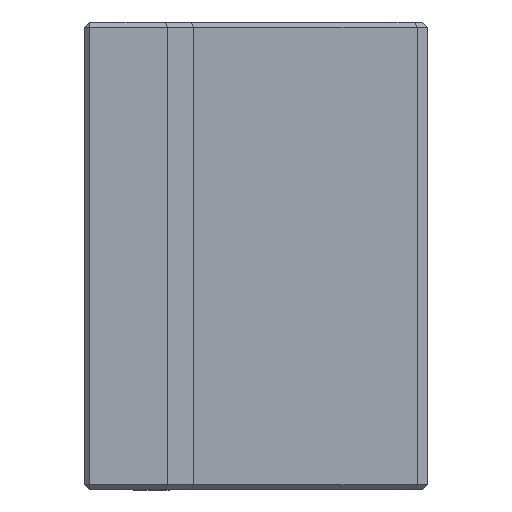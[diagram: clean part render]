
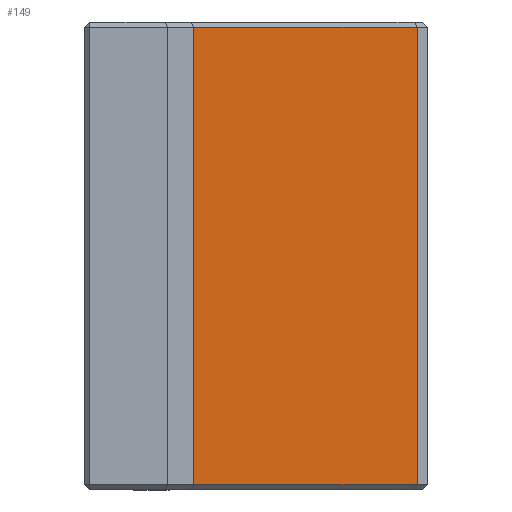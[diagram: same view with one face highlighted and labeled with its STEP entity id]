
A CAD part, left-side view. The second image highlights one B-rep face of the part: STEP entity #149.
In plain terms, the highlighted free-form (B-spline) face has degree [1, 1] with [2, 2] control points.
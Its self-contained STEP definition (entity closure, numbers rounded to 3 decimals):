
#149 = ADVANCED_FACE('',(#150),#180,.T.);
#150 = FACE_BOUND('',#151,.T.);
#151 = EDGE_LOOP('',(#152,#161,#168,#175));
#152 = ORIENTED_EDGE('',*,*,#153,.F.);
#153 = EDGE_CURVE('',#154,#156,#158,.T.);
#154 = VERTEX_POINT('',#155);
#155 = CARTESIAN_POINT('',(-16.956,8.054,-18.652
    ));
#156 = VERTEX_POINT('',#157);
#157 = CARTESIAN_POINT('',(-16.956,8.054,18.652
    ));
#158 = B_SPLINE_CURVE_WITH_KNOTS('',1,(#159,#160),.UNSPECIFIED.,.F.,.F.,
  (2,2),(0.5,44.5),.PIECEWISE_BEZIER_KNOTS.);
#159 = CARTESIAN_POINT('',(-16.956,8.054,-18.652
    ));
#160 = CARTESIAN_POINT('',(-16.956,8.054,18.652
    ));
#161 = ORIENTED_EDGE('',*,*,#162,.T.);
#162 = EDGE_CURVE('',#154,#163,#165,.T.);
#163 = VERTEX_POINT('',#164);
#164 = CARTESIAN_POINT('',(-16.956,-10.174,
    -18.652));
#165 = B_SPLINE_CURVE_WITH_KNOTS('',1,(#166,#167),.UNSPECIFIED.,.F.,.F.,
  (2,2),(-21.5,0.),.PIECEWISE_BEZIER_KNOTS.);
#166 = CARTESIAN_POINT('',(-16.956,8.054,-18.652
    ));
#167 = CARTESIAN_POINT('',(-16.956,-10.174,
    -18.652));
#168 = ORIENTED_EDGE('',*,*,#169,.T.);
#169 = EDGE_CURVE('',#163,#170,#172,.T.);
#170 = VERTEX_POINT('',#171);
#171 = CARTESIAN_POINT('',(-16.956,-10.174,
    18.652));
#172 = B_SPLINE_CURVE_WITH_KNOTS('',1,(#173,#174),.UNSPECIFIED.,.F.,.F.,
  (2,2),(0.5,44.5),.PIECEWISE_BEZIER_KNOTS.);
#173 = CARTESIAN_POINT('',(-16.956,-10.174,
    -18.652));
#174 = CARTESIAN_POINT('',(-16.956,-10.174,
    18.652));
#175 = ORIENTED_EDGE('',*,*,#176,.T.);
#176 = EDGE_CURVE('',#170,#156,#177,.T.);
#177 = B_SPLINE_CURVE_WITH_KNOTS('',1,(#178,#179),.UNSPECIFIED.,.F.,.F.,
  (2,2),(-21.5,0.),.PIECEWISE_BEZIER_KNOTS.);
#178 = CARTESIAN_POINT('',(-16.956,-10.174,
    18.652));
#179 = CARTESIAN_POINT('',(-16.956,8.054,18.652
    ));
#180 = B_SPLINE_SURFACE_WITH_KNOTS('',1,1,(
    (#181,#182)
    ,(#183,#184
    )),.UNSPECIFIED.,.F.,.F.,.F.,(2,2),(2,2),(0.,21.5),(0.5,44.5),
  .PIECEWISE_BEZIER_KNOTS.);
#181 = CARTESIAN_POINT('',(-16.956,8.054,-18.652
    ));
#182 = CARTESIAN_POINT('',(-16.956,8.054,18.652
    ));
#183 = CARTESIAN_POINT('',(-16.956,-10.174,
    -18.652));
#184 = CARTESIAN_POINT('',(-16.956,-10.174,
    18.652));
